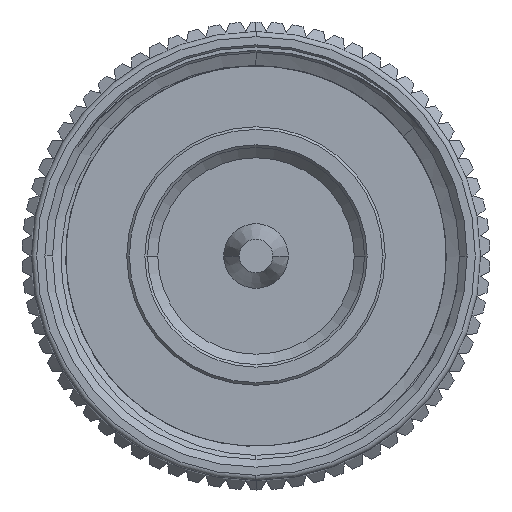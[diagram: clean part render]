
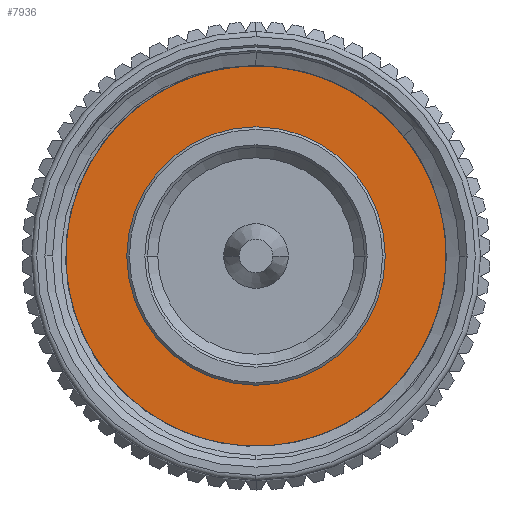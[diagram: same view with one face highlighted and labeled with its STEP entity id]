
A CAD part, left-side view. The second image highlights one B-rep face of the part: STEP entity #7936.
In plain terms, the highlighted planar face has unit normal (-1, 0, 0).
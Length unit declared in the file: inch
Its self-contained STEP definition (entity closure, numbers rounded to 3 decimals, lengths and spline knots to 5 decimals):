
#172 = DIRECTION ( 'NONE',  ( -1., 0., 0. ) ) ;
#200 = AXIS2_PLACEMENT_3D ( 'NONE', #5637, #284, #2957 ) ;
#263 = CARTESIAN_POINT ( 'NONE',  ( 0.3317, 0.28835, -0.24193 ) ) ;
#284 = DIRECTION ( 'NONE',  ( -1., 0., 0. ) ) ;
#299 = CARTESIAN_POINT ( 'NONE',  ( 0.3317, 0.36833, 0. ) ) ;
#376 = CARTESIAN_POINT ( 'NONE',  ( 0.3317, 0.36886, -0.01871 ) ) ;
#380 = ORIENTED_EDGE ( 'NONE', *, *, #7265, .T. ) ;
#386 = CARTESIAN_POINT ( 'NONE',  ( 0.3317, 0., 0. ) ) ;
#540 = DIRECTION ( 'NONE',  ( -1., 0., 0. ) ) ;
#691 = DIRECTION ( 'NONE',  ( 1., 0., 0. ) ) ;
#965 = CIRCLE ( 'NONE', #7961, 0.24999 ) ;
#1001 = B_SPLINE_CURVE_WITH_KNOTS ( 'NONE', 3,
 ( #299, #376, #11002, #3048, #4789, #5652, #3924, #7506, #1279, #10189, #263, #2101, #10220, #6673, #6564, #4825, #5618, #9369, #2937, #11081, #1160, #6637, #4710, #1195, #3084, #7547, #8319, #9221, #8358, #4867, #2171, #1241, #10117, #11114 ),
 .UNSPECIFIED., .F., .F.,
 ( 4, 2, 2, 2, 2, 2, 2, 2, 2, 2, 2, 2, 2, 2, 2, 2, 4 ),
 ( 0., 0.00142, 0.00284, 0.00426, 0.00568, 0.0071, 0.00853, 0.00995, 0.01137, 0.01421, 0.01492, 0.01563, 0.01705, 0.01847, 0.01989, 0.02131, 0.02273 ),
 .UNSPECIFIED. ) ;
#1160 = CARTESIAN_POINT ( 'NONE',  ( 0.3317, 0.01709, -0.38465 ) ) ;
#1195 = CARTESIAN_POINT ( 'NONE',  ( 0.3317, -0.03846, -0.38495 ) ) ;
#1241 = CARTESIAN_POINT ( 'NONE',  ( 0.3317, -0.24435, -0.30799 ) ) ;
#1279 = CARTESIAN_POINT ( 'NONE',  ( 0.3317, 0.31944, -0.19606 ) ) ;
#1353 = CARTESIAN_POINT ( 'NONE',  ( 0.3317, 0.3937, 0. ) ) ;
#1579 = DIRECTION ( 'NONE',  ( 0., -1., 0. ) ) ;
#1980 = CARTESIAN_POINT ( 'NONE',  ( 0.3317, 0., 0. ) ) ;
#2101 = CARTESIAN_POINT ( 'NONE',  ( 0.3317, 0.26397, -0.26976 ) ) ;
#2171 = CARTESIAN_POINT ( 'NONE',  ( 0.3317, -0.21342, -0.32895 ) ) ;
#2469 = CARTESIAN_POINT ( 'NONE',  ( 0.3317, -0.27282, -0.28385 ) ) ;
#2937 = CARTESIAN_POINT ( 'NONE',  ( 0.3317, 0.07264, -0.37827 ) ) ;
#2957 = DIRECTION ( 'NONE',  ( 0., -1., 0. ) ) ;
#3033 = CIRCLE ( 'NONE', #10870, 0.24999 ) ;
#3048 = CARTESIAN_POINT ( 'NONE',  ( 0.3317, 0.36341, -0.07443 ) ) ;
#3084 = CARTESIAN_POINT ( 'NONE',  ( 0.3317, -0.05683, -0.38319 ) ) ;
#3199 = CARTESIAN_POINT ( 'NONE',  ( 0.3317, 0., 0. ) ) ;
#3274 = DIRECTION ( 'NONE',  ( 1., 0., 0. ) ) ;
#3364 = CIRCLE ( 'NONE', #200, 0.3937 ) ;
#3549 = EDGE_CURVE ( 'NONE', #3841, #4918, #4901, .T. ) ;
#3723 = DIRECTION ( 'NONE',  ( 0., -1., 0. ) ) ;
#3762 = CARTESIAN_POINT ( 'NONE',  ( 0.3317, 0.36833, 0. ) ) ;
#3841 = VERTEX_POINT ( 'NONE', #9089 ) ;
#3924 = CARTESIAN_POINT ( 'NONE',  ( 0.3317, 0.34356, -0.14563 ) ) ;
#3939 = EDGE_LOOP ( 'NONE', ( #5403, #8463 ) ) ;
#4026 = ORIENTED_EDGE ( 'NONE', *, *, #6871, .T. ) ;
#4710 = CARTESIAN_POINT ( 'NONE',  ( 0.3317, -0.01075, -0.38563 ) ) ;
#4716 = VERTEX_POINT ( 'NONE', #2469 ) ;
#4789 = CARTESIAN_POINT ( 'NONE',  ( 0.3317, 0.35974, -0.0927 ) ) ;
#4825 = CARTESIAN_POINT ( 'NONE',  ( 0.3317, 0.17602, -0.33744 ) ) ;
#4867 = CARTESIAN_POINT ( 'NONE',  ( 0.3317, -0.19728, -0.33825 ) ) ;
#4901 = LINE ( 'NONE', #1353, #5052 ) ;
#4918 = VERTEX_POINT ( 'NONE', #3762 ) ;
#5052 = VECTOR ( 'NONE', #10293, 39.37008 ) ;
#5403 = ORIENTED_EDGE ( 'NONE', *, *, #10430, .T. ) ;
#5618 = CARTESIAN_POINT ( 'NONE',  ( 0.3317, 0.15955, -0.34614 ) ) ;
#5629 = ORIENTED_EDGE ( 'NONE', *, *, #3549, .T. ) ;
#5637 = CARTESIAN_POINT ( 'NONE',  ( 0.3317, 0., 0. ) ) ;
#5652 = CARTESIAN_POINT ( 'NONE',  ( 0.3317, 0.34982, -0.12826 ) ) ;
#5740 = PLANE ( 'NONE',  #10020 ) ;
#6008 = DIRECTION ( 'NONE',  ( 0., -1., 0. ) ) ;
#6368 = VERTEX_POINT ( 'NONE', #11010 ) ;
#6495 = AXIS2_PLACEMENT_3D ( 'NONE', #1980, #172, #3723 ) ;
#6564 = CARTESIAN_POINT ( 'NONE',  ( 0.3317, 0.20734, -0.31787 ) ) ;
#6637 = CARTESIAN_POINT ( 'NONE',  ( 0.3317, -0.00149, -0.38553 ) ) ;
#6673 = CARTESIAN_POINT ( 'NONE',  ( 0.3317, 0.22225, -0.30698 ) ) ;
#6871 = EDGE_CURVE ( 'NONE', #8580, #3841, #7597, .T. ) ;
#7256 = CARTESIAN_POINT ( 'NONE',  ( 0.3317, 0.24999, 0. ) ) ;
#7265 = EDGE_CURVE ( 'NONE', #4716, #8580, #3364, .T. ) ;
#7506 = CARTESIAN_POINT ( 'NONE',  ( 0.3317, 0.32839, -0.17951 ) ) ;
#7519 = EDGE_LOOP ( 'NONE', ( #5629, #10710, #380, #4026 ) ) ;
#7547 = CARTESIAN_POINT ( 'NONE',  ( 0.3317, -0.09337, -0.37703 ) ) ;
#7597 = CIRCLE ( 'NONE', #6495, 0.3937 ) ;
#7715 = FACE_OUTER_BOUND ( 'NONE', #7519, .T. ) ;
#7936 = ADVANCED_FACE ( 'NONE', ( #7715, #9253 ), #5740, .T. ) ;
#7961 = AXIS2_PLACEMENT_3D ( 'NONE', #8821, #691, #1579 ) ;
#8319 = CARTESIAN_POINT ( 'NONE',  ( 0.3317, -0.11165, -0.37259 ) ) ;
#8358 = CARTESIAN_POINT ( 'NONE',  ( 0.3317, -0.16408, -0.3544 ) ) ;
#8463 = ORIENTED_EDGE ( 'NONE', *, *, #10947, .T. ) ;
#8531 = EDGE_CURVE ( 'NONE', #4918, #4716, #1001, .T. ) ;
#8578 = DIRECTION ( 'NONE',  ( 0., -1., 0. ) ) ;
#8580 = VERTEX_POINT ( 'NONE', #11192 ) ;
#8821 = CARTESIAN_POINT ( 'NONE',  ( 0.3317, 0., 0. ) ) ;
#8940 = VERTEX_POINT ( 'NONE', #7256 ) ;
#9089 = CARTESIAN_POINT ( 'NONE',  ( 0.3317, 0.3937, 0. ) ) ;
#9221 = CARTESIAN_POINT ( 'NONE',  ( 0.3317, -0.14696, -0.36127 ) ) ;
#9253 = FACE_BOUND ( 'NONE', #3939, .T. ) ;
#9369 = CARTESIAN_POINT ( 'NONE',  ( 0.3317, 0.10823, -0.36857 ) ) ;
#10020 = AXIS2_PLACEMENT_3D ( 'NONE', #386, #540, #6008 ) ;
#10117 = CARTESIAN_POINT ( 'NONE',  ( 0.3317, -0.259, -0.29645 ) ) ;
#10189 = CARTESIAN_POINT ( 'NONE',  ( 0.3317, 0.29945, -0.22719 ) ) ;
#10220 = CARTESIAN_POINT ( 'NONE',  ( 0.3317, 0.25057, -0.28294 ) ) ;
#10293 = DIRECTION ( 'NONE',  ( 0., -1., 0. ) ) ;
#10430 = EDGE_CURVE ( 'NONE', #6368, #8940, #965, .T. ) ;
#10710 = ORIENTED_EDGE ( 'NONE', *, *, #8531, .T. ) ;
#10870 = AXIS2_PLACEMENT_3D ( 'NONE', #3199, #3274, #8578 ) ;
#10947 = EDGE_CURVE ( 'NONE', #8940, #6368, #3033, .T. ) ;
#11002 = CARTESIAN_POINT ( 'NONE',  ( 0.3317, 0.36797, -0.03733 ) ) ;
#11010 = CARTESIAN_POINT ( 'NONE',  ( 0.3317, -0.24999, 0. ) ) ;
#11081 = CARTESIAN_POINT ( 'NONE',  ( 0.3317, 0.02643, -0.38387 ) ) ;
#11114 = CARTESIAN_POINT ( 'NONE',  ( 0.3317, -0.27282, -0.28385 ) ) ;
#11192 = CARTESIAN_POINT ( 'NONE',  ( 0.3317, -0.3937, 0. ) ) ;
